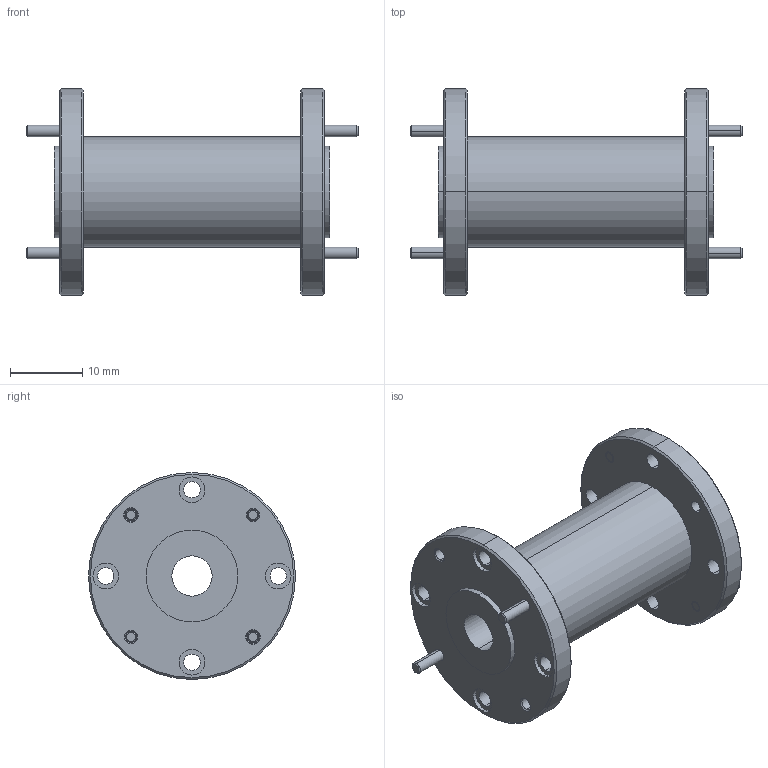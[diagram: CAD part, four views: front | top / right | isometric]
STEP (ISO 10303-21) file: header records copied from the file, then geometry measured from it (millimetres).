
FILE_DESCRIPTION (( 'STEP AP203' ), '1' );
FILE_NAME ('SAS-403-21922-F1.STEP', '2018-04-16T17:16:31', ( '' ), ( '' ), 'SwSTEP 2.0', 'SolidWorks 2016', '' );
FILE_SCHEMA (( 'CONFIG_CONTROL_DESIGN' ));
Length unit declared in the file: inch
Products named in the file (1): SAS-403-21922-F1
Bounding box: 45.85 x 28.57 x 28.57 mm (x, y, z)
Volume: 8834.6 mm3; surface area: 5261.4 mm2
Topology: 5 solids, 5 shells, 130 faces, 284 edges, 176 vertices
Faces by surface type: cylinder 68, cone 40, plane 22
Entity records: 3743 total; most frequent: DIRECTION 722, CARTESIAN_POINT 591, ORIENTED_EDGE 568, AXIS2_PLACEMENT_3D 307, EDGE_CURVE 284, VERTEX_POINT 176, CIRCLE 176, EDGE_LOOP 176
